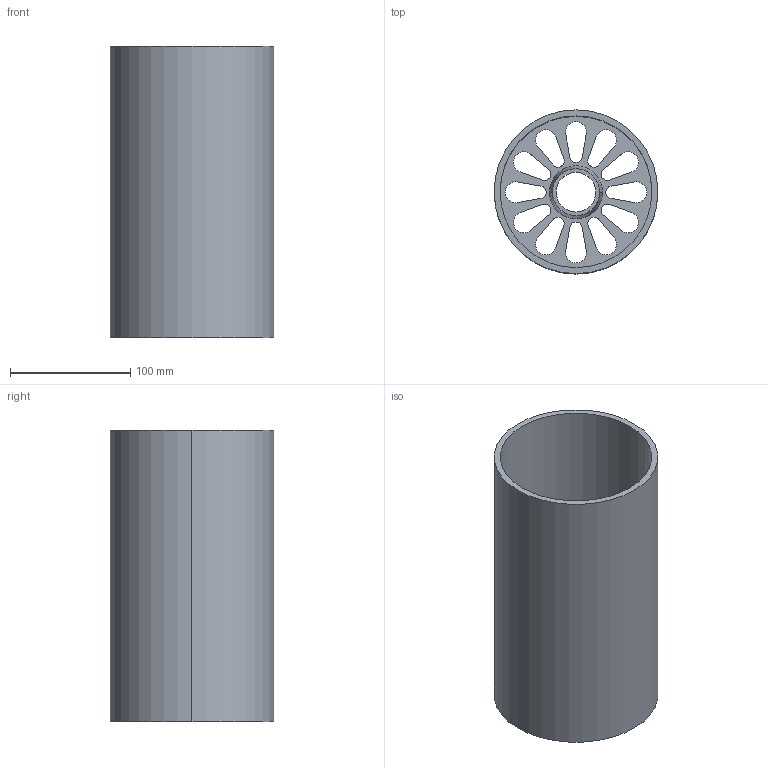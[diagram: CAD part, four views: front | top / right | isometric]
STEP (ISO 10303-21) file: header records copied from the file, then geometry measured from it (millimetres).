
FILE_DESCRIPTION (( 'STEP AP214' ), '1' );
FILE_NAME ('shade-v2.2.STEP', '2025-06-04T15:16:25', ( '' ), ( '' ), 'SwSTEP 2.0', 'SolidWorks 2025', '' );
FILE_SCHEMA (( 'AUTOMOTIVE_DESIGN' ));
Length unit declared in the file: millimetre
Products named in the file (1): shade-v2.2
Bounding box: 136 x 136 x 242 mm (x, y, z)
Volume: 516731.1 mm3; surface area: 221247.6 mm2
Topology: 1 solids, 1 shells, 78 faces, 218 edges, 144 vertices
Faces by surface type: cylinder 44, plane 28, cone 6
Entity records: 2621 total; most frequent: DIRECTION 472, CARTESIAN_POINT 441, ORIENTED_EDGE 436, EDGE_CURVE 218, AXIS2_PLACEMENT_3D 175, VERTEX_POINT 144, LINE 122, VECTOR 122
